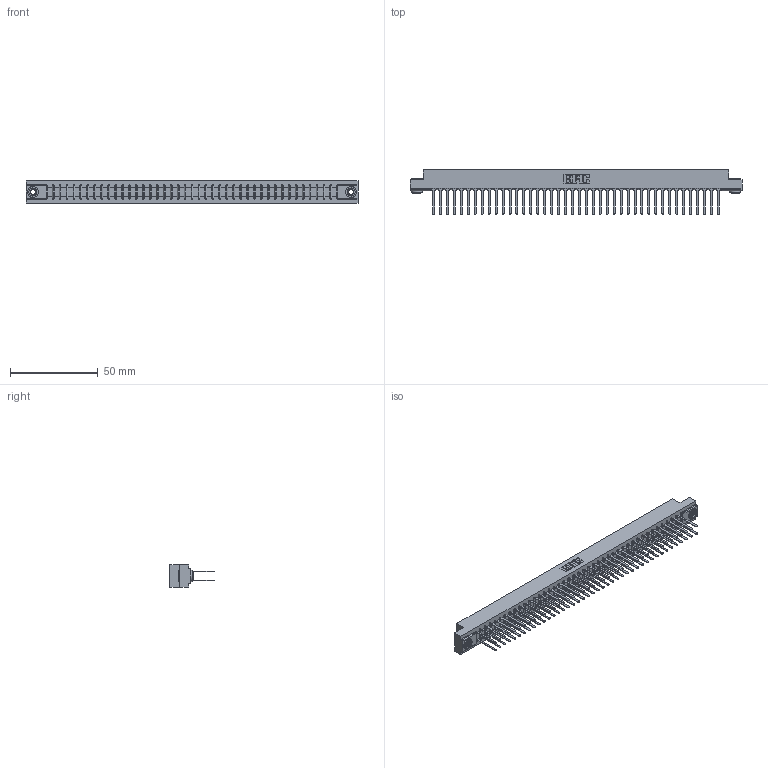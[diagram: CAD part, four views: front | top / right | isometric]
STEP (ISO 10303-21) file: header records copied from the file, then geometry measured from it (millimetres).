
FILE_DESCRIPTION (( 'STEP AP203' ), '1' );
FILE_NAME ('357-084-542-203.STEP', '2018-08-13T01:28:40', ( '' ), ( '' ), 'SwSTEP 2.0', 'SolidWorks 2016', '' );
FILE_SCHEMA (( 'CONFIG_CONTROL_DESIGN' ));
Length unit declared in the file: inch
Products named in the file (4): 307 Part_.156 Dia Mounting Holes; 307-290-001_542; 345-250-002_345-250-002-102; 357-084-542-203
Assembly tree (87 placements, depth 2):
  357-084-542-203
    307 Part_.156 Dia Mounting Holes
    307-290-001_542  x84
    345-250-002_345-250-002-102  x2
Bounding box: 189.43 x 25.43 x 12.7 mm (x, y, z)
Volume: 20466.2 mm3; surface area: 27124 mm2
Topology: 87 solids, 87 shells, 4077 faces, 11355 edges, 7338 vertices
Faces by surface type: plane 2698, cylinder 1285, sphere 86, cone 8
Entity records: 38383 total; most frequent: CARTESIAN_POINT 6259, ORIENTED_EDGE 6194, DIRECTION 6145, EDGE_CURVE 3097, VECTOR 2369, LINE 2369, VERTEX_POINT 2002, AXIS2_PLACEMENT_3D 1888
